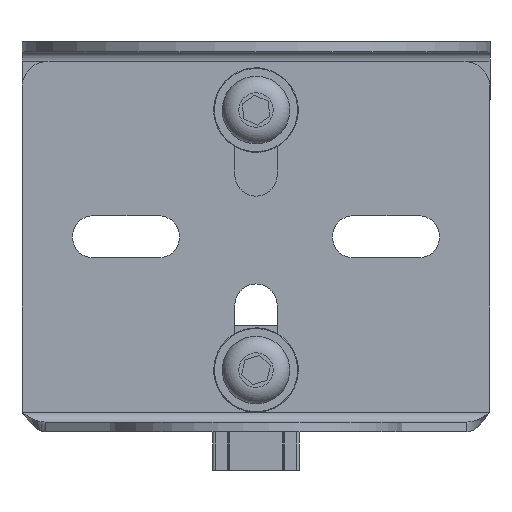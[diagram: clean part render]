
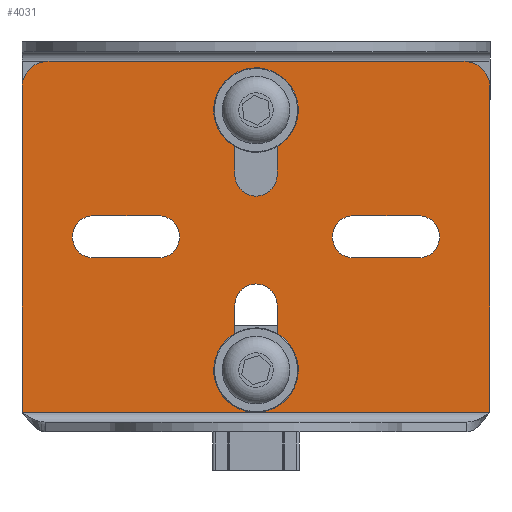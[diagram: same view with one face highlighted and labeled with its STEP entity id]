
A CAD part, left-side view. The second image highlights one B-rep face of the part: STEP entity #4031.
In plain terms, the highlighted face is planar.
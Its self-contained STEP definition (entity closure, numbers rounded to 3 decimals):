
#354=FACE_BOUND('',#853,.T.);
#355=FACE_BOUND('',#854,.T.);
#356=FACE_BOUND('',#855,.T.);
#357=FACE_BOUND('',#856,.T.);
#420=PLANE('',#4221);
#610=FACE_OUTER_BOUND('',#852,.T.);
#852=EDGE_LOOP('',(#3531,#3532,#3533,#3534,#3535,#3536));
#853=EDGE_LOOP('',(#3537,#3538,#3539,#3540));
#854=EDGE_LOOP('',(#3541,#3542,#3543,#3544));
#855=EDGE_LOOP('',(#3545,#3546,#3547,#3548));
#856=EDGE_LOOP('',(#3549,#3550,#3551,#3552));
#1134=LINE('',#6865,#1449);
#1138=LINE('',#6876,#1453);
#1140=LINE('',#6881,#1455);
#1145=LINE('',#6895,#1460);
#1150=LINE('',#6913,#1465);
#1154=LINE('',#6924,#1469);
#1156=LINE('',#6929,#1471);
#1161=LINE('',#6943,#1476);
#1166=LINE('',#6961,#1481);
#1167=LINE('',#6965,#1482);
#1168=LINE('',#6967,#1483);
#1169=LINE('',#6968,#1484);
#1449=VECTOR('',#4722,10.);
#1453=VECTOR('',#4734,10.);
#1455=VECTOR('',#4738,10.);
#1460=VECTOR('',#4751,10.);
#1465=VECTOR('',#4770,10.);
#1469=VECTOR('',#4782,10.);
#1471=VECTOR('',#4786,10.);
#1476=VECTOR('',#4799,10.);
#1481=VECTOR('',#4818,64.);
#1482=VECTOR('',#4821,50.);
#1483=VECTOR('',#4822,72.);
#1484=VECTOR('',#4823,50.);
#1597=CIRCLE('',#4187,3.25);
#1599=CIRCLE('',#4191,3.25);
#1601=CIRCLE('',#4196,3.25);
#1603=CIRCLE('',#4200,3.25);
#1605=CIRCLE('',#4203,3.25);
#1607=CIRCLE('',#4207,3.25);
#1609=CIRCLE('',#4212,3.25);
#1611=CIRCLE('',#4216,3.25);
#1614=CIRCLE('',#4220,4.);
#1615=CIRCLE('',#4222,4.);
#1926=VERTEX_POINT('',#6855);
#1927=VERTEX_POINT('',#6856);
#1930=VERTEX_POINT('',#6864);
#1932=VERTEX_POINT('',#6870);
#1934=VERTEX_POINT('',#6879);
#1935=VERTEX_POINT('',#6880);
#1938=VERTEX_POINT('',#6888);
#1940=VERTEX_POINT('',#6894);
#1942=VERTEX_POINT('',#6903);
#1943=VERTEX_POINT('',#6904);
#1946=VERTEX_POINT('',#6912);
#1948=VERTEX_POINT('',#6918);
#1950=VERTEX_POINT('',#6927);
#1951=VERTEX_POINT('',#6928);
#1954=VERTEX_POINT('',#6936);
#1956=VERTEX_POINT('',#6942);
#1960=VERTEX_POINT('',#6954);
#1961=VERTEX_POINT('',#6956);
#1962=VERTEX_POINT('',#6960);
#1963=VERTEX_POINT('',#6962);
#1964=VERTEX_POINT('',#6964);
#1965=VERTEX_POINT('',#6966);
#2460=EDGE_CURVE('',#1926,#1927,#1597,.T.);
#2464=EDGE_CURVE('',#1927,#1930,#1134,.T.);
#2467=EDGE_CURVE('',#1930,#1932,#1599,.T.);
#2470=EDGE_CURVE('',#1932,#1926,#1138,.T.);
#2472=EDGE_CURVE('',#1934,#1935,#1140,.T.);
#2476=EDGE_CURVE('',#1938,#1934,#1601,.T.);
#2479=EDGE_CURVE('',#1940,#1938,#1145,.T.);
#2482=EDGE_CURVE('',#1935,#1940,#1603,.T.);
#2484=EDGE_CURVE('',#1942,#1943,#1605,.T.);
#2488=EDGE_CURVE('',#1943,#1946,#1150,.T.);
#2491=EDGE_CURVE('',#1946,#1948,#1607,.T.);
#2494=EDGE_CURVE('',#1948,#1942,#1154,.T.);
#2496=EDGE_CURVE('',#1950,#1951,#1156,.T.);
#2500=EDGE_CURVE('',#1954,#1950,#1609,.T.);
#2503=EDGE_CURVE('',#1956,#1954,#1161,.T.);
#2506=EDGE_CURVE('',#1951,#1956,#1611,.T.);
#2510=EDGE_CURVE('',#1960,#1961,#1614,.T.);
#2512=EDGE_CURVE('',#1960,#1962,#1166,.T.);
#2513=EDGE_CURVE('',#1963,#1962,#1615,.T.);
#2514=EDGE_CURVE('',#1964,#1963,#1167,.T.);
#2515=EDGE_CURVE('',#1964,#1965,#1168,.T.);
#2516=EDGE_CURVE('',#1965,#1961,#1169,.T.);
#3531=ORIENTED_EDGE('',*,*,#2510,.F.);
#3532=ORIENTED_EDGE('',*,*,#2512,.T.);
#3533=ORIENTED_EDGE('',*,*,#2513,.F.);
#3534=ORIENTED_EDGE('',*,*,#2514,.F.);
#3535=ORIENTED_EDGE('',*,*,#2515,.T.);
#3536=ORIENTED_EDGE('',*,*,#2516,.T.);
#3537=ORIENTED_EDGE('',*,*,#2460,.T.);
#3538=ORIENTED_EDGE('',*,*,#2464,.T.);
#3539=ORIENTED_EDGE('',*,*,#2467,.T.);
#3540=ORIENTED_EDGE('',*,*,#2470,.T.);
#3541=ORIENTED_EDGE('',*,*,#2472,.T.);
#3542=ORIENTED_EDGE('',*,*,#2482,.T.);
#3543=ORIENTED_EDGE('',*,*,#2479,.T.);
#3544=ORIENTED_EDGE('',*,*,#2476,.T.);
#3545=ORIENTED_EDGE('',*,*,#2484,.T.);
#3546=ORIENTED_EDGE('',*,*,#2488,.T.);
#3547=ORIENTED_EDGE('',*,*,#2491,.T.);
#3548=ORIENTED_EDGE('',*,*,#2494,.T.);
#3549=ORIENTED_EDGE('',*,*,#2496,.T.);
#3550=ORIENTED_EDGE('',*,*,#2506,.T.);
#3551=ORIENTED_EDGE('',*,*,#2503,.T.);
#3552=ORIENTED_EDGE('',*,*,#2500,.T.);
#4031=ADVANCED_FACE('',(#610,#354,#355,#356,#357),#420,.T.);
#4187=AXIS2_PLACEMENT_3D('',#6857,#4714,#4715);
#4191=AXIS2_PLACEMENT_3D('',#6871,#4727,#4728);
#4196=AXIS2_PLACEMENT_3D('',#6889,#4744,#4745);
#4200=AXIS2_PLACEMENT_3D('',#6900,#4756,#4757);
#4203=AXIS2_PLACEMENT_3D('',#6905,#4762,#4763);
#4207=AXIS2_PLACEMENT_3D('',#6919,#4775,#4776);
#4212=AXIS2_PLACEMENT_3D('',#6937,#4792,#4793);
#4216=AXIS2_PLACEMENT_3D('',#6948,#4804,#4805);
#4220=AXIS2_PLACEMENT_3D('',#6957,#4813,#4814);
#4221=AXIS2_PLACEMENT_3D('',#6959,#4816,#4817);
#4222=AXIS2_PLACEMENT_3D('',#6963,#4819,#4820);
#4714=DIRECTION('center_axis',(0.,-1.,0.));
#4715=DIRECTION('ref_axis',(-1.,0.,0.));
#4722=DIRECTION('',(0.,0.,1.));
#4727=DIRECTION('center_axis',(0.,-1.,0.));
#4728=DIRECTION('ref_axis',(1.,0.,0.));
#4734=DIRECTION('',(0.,0.,-1.));
#4738=DIRECTION('',(0.,0.,1.));
#4744=DIRECTION('center_axis',(0.,-1.,0.));
#4745=DIRECTION('ref_axis',(-1.,0.,0.));
#4751=DIRECTION('',(0.,0.,-1.));
#4756=DIRECTION('center_axis',(0.,-1.,0.));
#4757=DIRECTION('ref_axis',(1.,0.,0.));
#4762=DIRECTION('center_axis',(0.,-1.,0.));
#4763=DIRECTION('ref_axis',(0.,0.,-1.));
#4770=DIRECTION('',(-1.,0.,0.));
#4775=DIRECTION('center_axis',(0.,-1.,0.));
#4776=DIRECTION('ref_axis',(0.,0.,
1.));
#4782=DIRECTION('',(1.,0.,0.));
#4786=DIRECTION('',(-1.,0.,0.));
#4792=DIRECTION('center_axis',(0.,-1.,0.));
#4793=DIRECTION('ref_axis',(0.,0.,-1.));
#4799=DIRECTION('',(1.,0.,0.));
#4804=DIRECTION('center_axis',(0.,-1.,0.));
#4805=DIRECTION('ref_axis',(0.,0.,
1.));
#4813=DIRECTION('center_axis',(0.,-1.,0.));
#4814=DIRECTION('ref_axis',(-0.707,0.,0.707));
#4816=DIRECTION('center_axis',(0.,1.,0.));
#4817=DIRECTION('ref_axis',(1.,0.,0.));
#4818=DIRECTION('',(1.,0.,0.));
#4819=DIRECTION('center_axis',(0.,-1.,0.));
#4820=DIRECTION('ref_axis',(0.707,0.,0.707));
#4821=DIRECTION('',(0.,0.,1.));
#4822=DIRECTION('',(-1.,0.,0.));
#4823=DIRECTION('',(0.,0.,1.));
#6855=CARTESIAN_POINT('',(-3.25,-54.305,9.5));
#6856=CARTESIAN_POINT('',(3.25,-54.305,9.5));
#6857=CARTESIAN_POINT('Origin',(0.,-54.305,
9.5));
#6864=CARTESIAN_POINT('',(3.25,-54.305,19.5));
#6865=CARTESIAN_POINT('',(3.25,-54.305,24.141));
#6870=CARTESIAN_POINT('',(-3.25,-54.305,19.5));
#6871=CARTESIAN_POINT('Origin',(0.,-54.305,
19.5));
#6876=CARTESIAN_POINT('',(-3.25,-54.305,19.141));
#6879=CARTESIAN_POINT('',(3.25,-54.305,39.5));
#6880=CARTESIAN_POINT('',(3.25,-54.305,49.5));
#6881=CARTESIAN_POINT('',(3.25,-54.305,39.141));
#6888=CARTESIAN_POINT('',(-3.25,-54.305,39.5));
#6889=CARTESIAN_POINT('Origin',(0.,-54.305,
39.5));
#6894=CARTESIAN_POINT('',(-3.25,-54.305,49.5));
#6895=CARTESIAN_POINT('',(-3.25,-54.305,34.141));
#6900=CARTESIAN_POINT('Origin',(0.,-54.305,
49.5));
#6903=CARTESIAN_POINT('',(25.,-54.305,26.75));
#6904=CARTESIAN_POINT('',(25.,-54.305,33.25));
#6905=CARTESIAN_POINT('Origin',(25.,-54.305,30.));
#6912=CARTESIAN_POINT('',(15.,-54.305,33.25));
#6913=CARTESIAN_POINT('',(7.5,-54.305,33.25));
#6918=CARTESIAN_POINT('',(15.,-54.305,26.75));
#6919=CARTESIAN_POINT('Origin',(15.,-54.305,30.));
#6924=CARTESIAN_POINT('',(12.5,-54.305,26.75));
#6927=CARTESIAN_POINT('',(-15.,-54.305,33.25));
#6928=CARTESIAN_POINT('',(-25.,-54.305,33.25));
#6929=CARTESIAN_POINT('',(-12.5,-54.305,33.25));
#6936=CARTESIAN_POINT('',(-15.,-54.305,26.75));
#6937=CARTESIAN_POINT('Origin',(-15.,-54.305,30.));
#6942=CARTESIAN_POINT('',(-25.,-54.305,26.75));
#6943=CARTESIAN_POINT('',(-7.5,-54.305,26.75));
#6948=CARTESIAN_POINT('Origin',(-25.,-54.305,30.));
#6954=CARTESIAN_POINT('',(-32.,-54.305,57.));
#6956=CARTESIAN_POINT('',(-36.,-54.305,53.));
#6957=CARTESIAN_POINT('Origin',(-32.,-54.305,53.));
#6959=CARTESIAN_POINT('Origin',(0.,-54.305,28.781));
#6960=CARTESIAN_POINT('',(32.,-54.305,57.));
#6961=CARTESIAN_POINT('',(-36.,-54.305,57.));
#6962=CARTESIAN_POINT('',(36.,-54.305,53.));
#6963=CARTESIAN_POINT('Origin',(32.,-54.305,53.));
#6964=CARTESIAN_POINT('',(36.,-54.305,3.));
#6965=CARTESIAN_POINT('',(36.,-54.305,3.));
#6966=CARTESIAN_POINT('',(-36.,-54.305,3.));
#6967=CARTESIAN_POINT('',(0.,-54.305,3.));
#6968=CARTESIAN_POINT('',(-36.,-54.305,3.));
